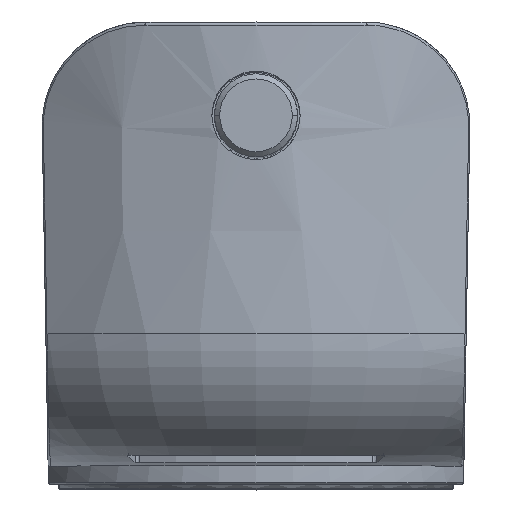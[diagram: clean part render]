
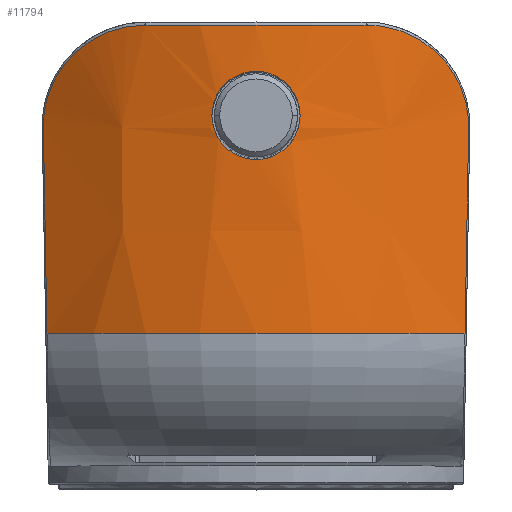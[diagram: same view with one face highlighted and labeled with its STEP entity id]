
A CAD part, top view. The second image highlights one B-rep face of the part: STEP entity #11794.
In plain terms, the highlighted conical face has half-angle 1 degrees and reference radius 32.759 mm.
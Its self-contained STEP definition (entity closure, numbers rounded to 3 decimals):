
#2738=CARTESIAN_POINT('',(20.139,-15.526,25.508));
#2739=CARTESIAN_POINT('',(20.178,-13.317,25.527));
#2740=CARTESIAN_POINT('',(20.255,-8.903,25.564));
#2741=CARTESIAN_POINT('',(20.371,-2.295,25.619));
#2742=CARTESIAN_POINT('',(20.448,2.103,25.656));
#2743=CARTESIAN_POINT('',(20.486,4.3,25.674));
#2748=CARTESIAN_POINT('',(-20.486,4.3,25.674));
#2749=CARTESIAN_POINT('',(-20.448,2.103,25.656));
#2750=CARTESIAN_POINT('',(-20.371,-2.295,
25.619));
#2751=CARTESIAN_POINT('',(-20.255,-8.903,
25.564));
#2752=CARTESIAN_POINT('',(-20.178,-13.317,
25.527));
#2753=CARTESIAN_POINT('',(-20.139,-15.526,
25.508));
#2758=CARTESIAN_POINT('',(-10.698,14.169,31.237));
#2759=CARTESIAN_POINT('',(-11.105,14.169,31.098));
#2760=CARTESIAN_POINT('',(-11.96,14.119,30.786));
#2761=CARTESIAN_POINT('',(-13.344,13.847,30.21));
#2762=CARTESIAN_POINT('',(-14.86,13.304,29.486));
#2763=CARTESIAN_POINT('',(-16.423,12.408,28.627));
#2764=CARTESIAN_POINT('',(-17.81,11.212,27.755));
#2765=CARTESIAN_POINT('',(-18.884,9.874,27.001));
#2766=CARTESIAN_POINT('',(-19.656,8.473,26.41));
#2767=CARTESIAN_POINT('',(-20.135,7.17,26.016));
#2768=CARTESIAN_POINT('',(-20.436,5.772,25.748));
#2769=CARTESIAN_POINT('',(-20.495,4.799,25.679));
#2770=CARTESIAN_POINT('',(-20.486,4.3,25.674));
#2775=CARTESIAN_POINT('',(0.,14.169,0.));
#2776=DIRECTION('',(0.,-1.,0.));
#2777=DIRECTION('',(0.324,0.,0.946));
#2778=AXIS2_PLACEMENT_3D('',#2775,#2776,#2777);
#2783=CARTESIAN_POINT('',(20.486,4.3,25.674));
#2784=CARTESIAN_POINT('',(20.49,4.527,25.676));
#2785=CARTESIAN_POINT('',(20.482,4.976,25.693));
#2786=CARTESIAN_POINT('',(20.425,5.631,25.753));
#2787=CARTESIAN_POINT('',(20.323,6.277,25.848));
#2788=CARTESIAN_POINT('',(20.19,6.869,25.965));
#2789=CARTESIAN_POINT('',(20.017,7.464,26.112));
#2790=CARTESIAN_POINT('',(19.782,8.108,26.305));
#2791=CARTESIAN_POINT('',(19.474,8.79,26.549));
#2792=CARTESIAN_POINT('',(19.079,9.505,26.85));
#2793=CARTESIAN_POINT('',(18.583,10.242,27.212));
#2794=CARTESIAN_POINT('',(17.966,10.993,27.641));
#2795=CARTESIAN_POINT('',(17.202,11.747,28.139));
#2796=CARTESIAN_POINT('',(16.263,12.482,28.71));
#2797=CARTESIAN_POINT('',(15.096,13.174,29.358));
#2798=CARTESIAN_POINT('',(13.703,13.745,30.048));
#2799=CARTESIAN_POINT('',(12.146,14.103,30.717));
#2800=CARTESIAN_POINT('',(11.177,14.169,31.073));
#2801=CARTESIAN_POINT('',(10.698,14.169,31.237));
#2806=CARTESIAN_POINT('',(-4.25,5.474,32.591));
#2807=CARTESIAN_POINT('',(-4.25,5.753,32.596));
#2808=CARTESIAN_POINT('',(-4.195,6.31,32.613));
#2809=CARTESIAN_POINT('',(-3.951,7.113,32.658));
#2810=CARTESIAN_POINT('',(-3.556,7.852,32.717));
#2811=CARTESIAN_POINT('',(-3.024,8.499,32.782));
#2812=CARTESIAN_POINT('',(-2.377,9.03,32.845));
#2813=CARTESIAN_POINT('',(-1.638,9.426,32.898));
#2814=CARTESIAN_POINT('',(-0.836,9.669,
32.933));
#2815=CARTESIAN_POINT('',(0.,9.752,32.945));
#2816=CARTESIAN_POINT('',(0.836,9.669,32.933));
#2817=CARTESIAN_POINT('',(1.638,9.426,32.898));
#2818=CARTESIAN_POINT('',(2.377,9.031,32.845));
#2819=CARTESIAN_POINT('',(3.024,8.5,32.782));
#2820=CARTESIAN_POINT('',(3.555,7.853,32.717));
#2821=CARTESIAN_POINT('',(3.951,7.114,32.658));
#2822=CARTESIAN_POINT('',(4.195,6.31,32.613));
#2823=CARTESIAN_POINT('',(4.25,5.753,32.596));
#2824=CARTESIAN_POINT('',(4.25,5.474,32.591));
#2829=CARTESIAN_POINT('',(4.25,5.474,32.591));
#2830=CARTESIAN_POINT('',(4.25,5.196,32.586));
#2831=CARTESIAN_POINT('',(4.195,4.64,32.583));
#2832=CARTESIAN_POINT('',(3.952,3.838,32.6));
#2833=CARTESIAN_POINT('',(3.557,3.099,32.633));
#2834=CARTESIAN_POINT('',(3.026,2.451,32.676));
#2835=CARTESIAN_POINT('',(2.379,1.919,32.721));
#2836=CARTESIAN_POINT('',(1.639,1.523,32.76));
#2837=CARTESIAN_POINT('',(0.836,1.279,32.786));
#2838=CARTESIAN_POINT('',(0.,1.197,
32.795));
#2839=CARTESIAN_POINT('',(-0.836,1.279,
32.786));
#2840=CARTESIAN_POINT('',(-1.639,1.523,32.76));
#2841=CARTESIAN_POINT('',(-2.378,1.919,32.721));
#2842=CARTESIAN_POINT('',(-3.026,2.451,32.676));
#2843=CARTESIAN_POINT('',(-3.557,3.099,32.633));
#2844=CARTESIAN_POINT('',(-3.952,3.838,32.6));
#2845=CARTESIAN_POINT('',(-4.195,4.64,32.583));
#2846=CARTESIAN_POINT('',(-4.25,5.196,32.586));
#2847=CARTESIAN_POINT('',(-4.25,5.474,32.591));
#3485=CARTESIAN_POINT('',(20.139,-15.526,25.508));
#3518=CARTESIAN_POINT('',(0.,-15.526,0.));
#3519=DIRECTION('',(0.,1.,0.));
#3520=DIRECTION('',(-0.62,0.,0.785));
#3521=AXIS2_PLACEMENT_3D('',#3518,#3519,#3520);
#8341=VERTEX_POINT('',#3485);
#8344=VERTEX_POINT('',#2743);
#8346=VERTEX_POINT('',#2801);
#8348=CARTESIAN_POINT('',(-10.698,14.169,31.237));
#8349=VERTEX_POINT('',#8348);
#8352=VERTEX_POINT('',#2770);
#8354=VERTEX_POINT('',#2753);
#8860=VERTEX_POINT('',#2806);
#8861=VERTEX_POINT('',#2824);
#11771=CARTESIAN_POINT('',(0.,-0.678,0.));
#11772=DIRECTION('',(0.,1.,0.));
#11773=DIRECTION('',(1.,0.,0.));
#11774=AXIS2_PLACEMENT_3D('',#11771,#11772,#11773);
#11775=CONICAL_SURFACE('',#11774,32.759,1.);
#11777=ORIENTED_EDGE('',*,*,#11776,.F.);
#11779=ORIENTED_EDGE('',*,*,#11778,.F.);
#11781=ORIENTED_EDGE('',*,*,#11780,.F.);
#11783=ORIENTED_EDGE('',*,*,#11782,.F.);
#11785=ORIENTED_EDGE('',*,*,#11784,.F.);
#11787=ORIENTED_EDGE('',*,*,#11786,.F.);
#11788=EDGE_LOOP('',(#11777,#11779,#11781,#11783,#11785,#11787));
#11789=FACE_OUTER_BOUND('',#11788,.F.);
#11790=ORIENTED_EDGE('',*,*,#11045,.F.);
#11791=ORIENTED_EDGE('',*,*,#11763,.F.);
#11792=EDGE_LOOP('',(#11790,#11791));
#11793=FACE_BOUND('',#11792,.F.);
#11794=ADVANCED_FACE('',(#11789,#11793),#11775,.T.);
#2744=B_SPLINE_CURVE_WITH_KNOTS('',3,(#2738,#2739,#2740,#2741,#2742,#2743),
.UNSPECIFIED.,.F.,.F.,(4,1,1,4),(0.,0.333,0.667,1.),
.UNSPECIFIED.);
#2754=B_SPLINE_CURVE_WITH_KNOTS('',3,(#2748,#2749,#2750,#2751,#2752,#2753),
.UNSPECIFIED.,.F.,.F.,(4,1,1,4),(0.,0.333,0.667,1.),
.UNSPECIFIED.);
#2771=B_SPLINE_CURVE_WITH_KNOTS('',3,(#2758,#2759,#2760,#2761,#2762,#2763,#2764,
#2765,#2766,#2767,#2768,#2769,#2770),.UNSPECIFIED.,.F.,.F.,(4,1,1,1,1,1,1,1,1,1,
4),(0.,0.1,0.2,0.3,0.4,0.5,0.6,0.7,0.8,0.9,1.),
.UNSPECIFIED.);
#2779=CIRCLE('',#2778,33.018);
#2802=B_SPLINE_CURVE_WITH_KNOTS('',3,(#2783,#2784,#2785,#2786,#2787,#2788,#2789,
#2790,#2791,#2792,#2793,#2794,#2795,#2796,#2797,#2798,#2799,#2800,#2801),
.UNSPECIFIED.,.F.,.F.,(4,1,1,1,1,1,1,1,1,1,1,1,1,1,1,1,4),(0.,0.063,0.125,
0.188,0.25,0.313,0.375,0.438,0.5,0.563,0.625,0.688,
0.75,0.813,0.875,0.938,1.),.UNSPECIFIED.);
#2825=B_SPLINE_CURVE_WITH_KNOTS('',3,(#2806,#2807,#2808,#2809,#2810,#2811,#2812,
#2813,#2814,#2815,#2816,#2817,#2818,#2819,#2820,#2821,#2822,#2823,#2824),
.UNSPECIFIED.,.F.,.F.,(4,1,1,1,1,1,1,1,1,1,1,1,1,1,1,1,4),(0.,0.063,0.125,
0.188,0.25,0.313,0.375,0.438,0.5,0.563,0.625,0.688,
0.75,0.813,0.875,0.938,1.),.UNSPECIFIED.);
#2848=B_SPLINE_CURVE_WITH_KNOTS('',3,(#2829,#2830,#2831,#2832,#2833,#2834,#2835,
#2836,#2837,#2838,#2839,#2840,#2841,#2842,#2843,#2844,#2845,#2846,#2847),
.UNSPECIFIED.,.F.,.F.,(4,1,1,1,1,1,1,1,1,1,1,1,1,1,1,1,4),(0.,0.063,0.125,
0.188,0.25,0.313,0.375,0.438,0.5,0.563,0.625,0.688,
0.75,0.813,0.875,0.938,1.),.UNSPECIFIED.);
#3522=CIRCLE('',#3521,32.5);
#11045=EDGE_CURVE('',#8860,#8861,#2825,.T.);
#11763=EDGE_CURVE('',#8861,#8860,#2848,.T.);
#11776=EDGE_CURVE('',#8341,#8344,#2744,.T.);
#11778=EDGE_CURVE('',#8354,#8341,#3522,.T.);
#11780=EDGE_CURVE('',#8352,#8354,#2754,.T.);
#11782=EDGE_CURVE('',#8349,#8352,#2771,.T.);
#11784=EDGE_CURVE('',#8346,#8349,#2779,.T.);
#11786=EDGE_CURVE('',#8344,#8346,#2802,.T.);
